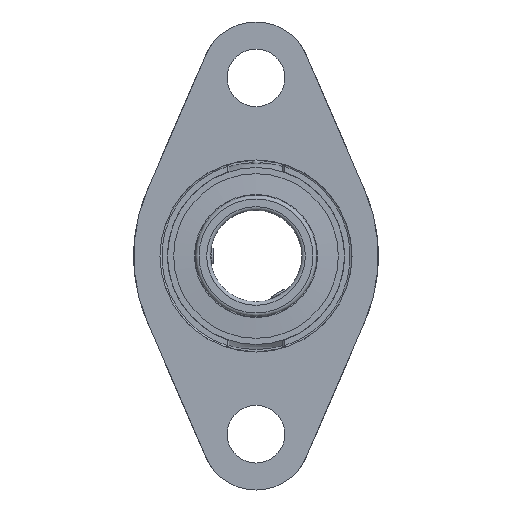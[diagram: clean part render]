
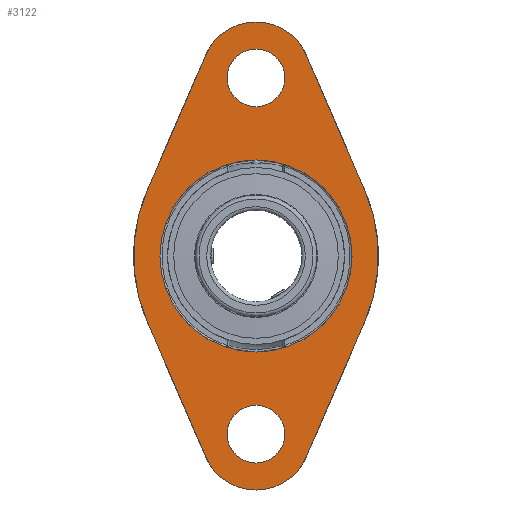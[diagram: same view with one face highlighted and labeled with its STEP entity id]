
A CAD part, left-side view. The second image highlights one B-rep face of the part: STEP entity #3122.
In plain terms, the highlighted face is planar.
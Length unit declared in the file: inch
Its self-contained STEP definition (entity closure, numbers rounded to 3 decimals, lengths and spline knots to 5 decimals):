
#105=VECTOR('',#3658,1.);
#115=VECTOR('',#3742,1.);
#158=VECTOR('',#3993,1.);
#159=VECTOR('',#3996,1.);
#187=LINE('',#5792,#105);
#197=LINE('',#7480,#115);
#240=LINE('',#9267,#158);
#241=LINE('',#9270,#159);
#1137=PLANE('',#3405);
#1278=VERTEX_POINT('',#5791);
#1279=VERTEX_POINT('',#5793);
#1280=VERTEX_POINT('',#5797);
#1328=VERTEX_POINT('',#7479);
#1329=VERTEX_POINT('',#7481);
#1352=VERTEX_POINT('',#8616);
#1398=VERTEX_POINT('',#9253);
#1400=VERTEX_POINT('',#9262);
#1401=VERTEX_POINT('',#9265);
#1402=VERTEX_POINT('',#9269);
#1403=VERTEX_POINT('',#9271);
#1457=CIRCLE('',#3252,1.81492);
#1520=CIRCLE('',#3346,0.6);
#1544=CIRCLE('',#3395,1.04991);
#1546=CIRCLE('',#3402,0.31496);
#1547=CIRCLE('',#3404,0.31496);
#1548=CIRCLE('',#3406,1.81492);
#1549=CIRCLE('',#3407,0.6);
#1656=EDGE_CURVE('',#1278,#1279,#187,.T.);
#1659=EDGE_CURVE('',#1280,#1278,#1457,.T.);
#1729=EDGE_CURVE('',#1328,#1329,#197,.T.);
#1788=EDGE_CURVE('',#1329,#1352,#1520,.T.);
#1863=EDGE_CURVE('',#1398,#1398,#1544,.T.);
#1865=EDGE_CURVE('',#1400,#1400,#1546,.T.);
#1866=EDGE_CURVE('',#1401,#1401,#1547,.T.);
#1867=EDGE_CURVE('',#1352,#1280,#240,.T.);
#1868=EDGE_CURVE('',#1402,#1328,#1548,.T.);
#1869=EDGE_CURVE('',#1403,#1402,#241,.T.);
#1870=EDGE_CURVE('',#1279,#1403,#1549,.T.);
#2467=ORIENTED_EDGE('',*,*,#1863,.T.);
#2468=ORIENTED_EDGE('',*,*,#1656,.F.);
#2469=ORIENTED_EDGE('',*,*,#1659,.F.);
#2470=ORIENTED_EDGE('',*,*,#1867,.F.);
#2471=ORIENTED_EDGE('',*,*,#1788,.F.);
#2472=ORIENTED_EDGE('',*,*,#1729,.F.);
#2473=ORIENTED_EDGE('',*,*,#1868,.F.);
#2474=ORIENTED_EDGE('',*,*,#1869,.F.);
#2475=ORIENTED_EDGE('',*,*,#1870,.F.);
#2476=ORIENTED_EDGE('',*,*,#1866,.T.);
#2477=ORIENTED_EDGE('',*,*,#1865,.T.);
#2723=EDGE_LOOP('',(#2467));
#2724=EDGE_LOOP('',(#2468,#2469,#2470,#2471,#2472,#2473,#2474,#2475));
#2725=EDGE_LOOP('',(#2476));
#2726=EDGE_LOOP('',(#2477));
#2948=FACE_BOUND('',#2723,.T.);
#2949=FACE_BOUND('',#2724,.T.);
#2950=FACE_BOUND('',#2725,.T.);
#2951=FACE_BOUND('',#2726,.T.);
#3122=ADVANCED_FACE('',(#2948,#2949,#2950,#2951),#1137,.F.);
#3252=AXIS2_PLACEMENT_3D('',#5798,#3663,#3664);
#3346=AXIS2_PLACEMENT_3D('',#8615,#3859,#3860);
#3395=AXIS2_PLACEMENT_3D('',#9252,#3976,#3977);
#3402=AXIS2_PLACEMENT_3D('',#9261,#3986,#3987);
#3404=AXIS2_PLACEMENT_3D('',#9264,#3990,#3991);
#3405=AXIS2_PLACEMENT_3D('',#9266,#3992,$);
#3406=AXIS2_PLACEMENT_3D('',#9268,#3994,#3995);
#3407=AXIS2_PLACEMENT_3D('',#9272,#3997,#3998);
#3658=DIRECTION('',(-0.918,-0.397,0.));
#3663=DIRECTION('',(0.,0.,1.));
#3664=DIRECTION('',(1.815,0.,0.));
#3742=DIRECTION('',(0.918,0.397,0.));
#3859=DIRECTION('',(0.,0.,1.));
#3860=DIRECTION('',(0.6,0.,0.));
#3976=DIRECTION('',(0.,0.,1.));
#3977=DIRECTION('',(0.,1.05,0.));
#3986=DIRECTION('',(0.,0.,1.));
#3987=DIRECTION('',(0.315,0.,0.));
#3990=DIRECTION('',(0.,0.,1.));
#3991=DIRECTION('',(0.315,0.,0.));
#3992=DIRECTION('',(0.,0.,1.));
#3993=DIRECTION('',(-0.918,0.397,0.));
#3994=DIRECTION('',(0.,0.,1.));
#3995=DIRECTION('',(1.815,0.,0.));
#3996=DIRECTION('',(0.918,-0.397,0.));
#3997=DIRECTION('',(0.,0.,1.));
#3998=DIRECTION('',(0.6,0.,0.));
#5791=CARTESIAN_POINT('',(-0.72051,1.18944,0.));
#5792=CARTESIAN_POINT('',(-0.72051,1.18944,0.));
#5793=CARTESIAN_POINT('',(-2.19725,0.55069,0.));
#5797=CARTESIAN_POINT('',(0.72051,1.18944,0.));
#5798=CARTESIAN_POINT('',(0.,-0.47633,0.));
#7479=CARTESIAN_POINT('',(0.72051,-1.18944,0.));
#7480=CARTESIAN_POINT('',(0.72051,-1.18944,0.));
#7481=CARTESIAN_POINT('',(2.19725,-0.55069,0.));
#8615=CARTESIAN_POINT('',(1.95906,0.,0.));
#8616=CARTESIAN_POINT('',(2.19725,0.55069,0.));
#9252=CARTESIAN_POINT('',(0.,0.,0.));
#9253=CARTESIAN_POINT('',(0.,1.04991,0.));
#9261=CARTESIAN_POINT('',(1.94882,0.,0.));
#9262=CARTESIAN_POINT('',(1.63386,0.,0.));
#9264=CARTESIAN_POINT('',(-1.94882,0.,0.));
#9265=CARTESIAN_POINT('',(-2.26378,0.,0.));
#9266=CARTESIAN_POINT('',(0.,0.,0.));
#9267=CARTESIAN_POINT('',(2.19725,0.55069,0.));
#9268=CARTESIAN_POINT('',(0.,0.47633,0.));
#9269=CARTESIAN_POINT('',(-0.72051,-1.18944,0.));
#9270=CARTESIAN_POINT('',(-2.19725,-0.55069,0.));
#9271=CARTESIAN_POINT('',(-2.19725,-0.55069,0.));
#9272=CARTESIAN_POINT('',(-1.95906,0.,0.));
